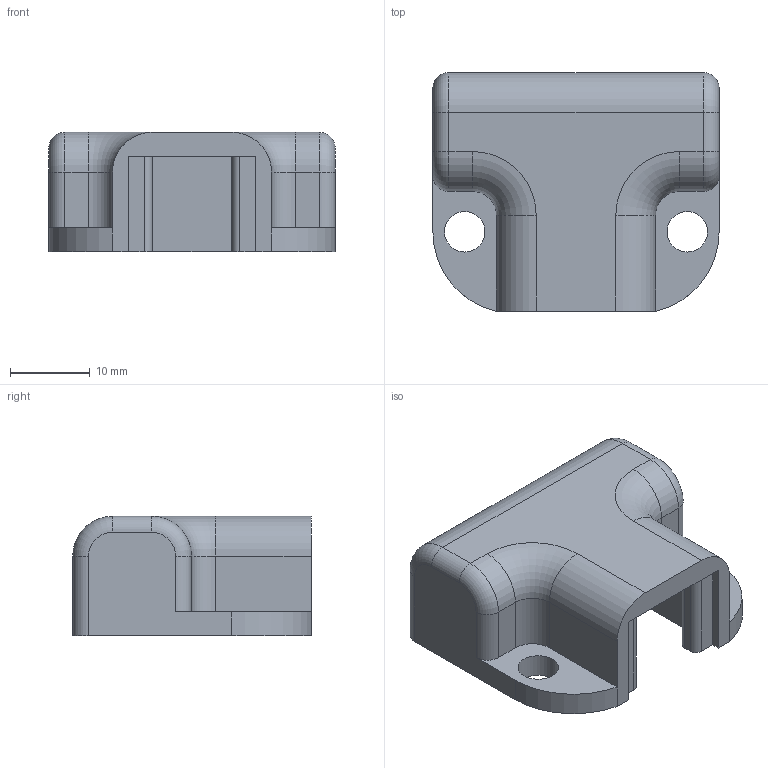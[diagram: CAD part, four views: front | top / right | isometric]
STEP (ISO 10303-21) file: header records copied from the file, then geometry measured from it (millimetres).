
FILE_DESCRIPTION(/* description */ (''),/* implementation_level */ '2;1');
FILE_NAME(/* name */ 'GM_WireClamp.step',/* time_stamp */ '2023-10-08T10:11:30-07:00',/* author */ (''),/* organization */ (''),/* preprocessor_version */ 'ST-DEVELOPER v20',/* originating_system */ 'Autodesk Translation Framework v12.14.0.127',/* authorisation */ '');
FILE_SCHEMA (('AUTOMOTIVE_DESIGN { 1 0 10303 214 3 1 1 }'));
Length unit declared in the file: millimetre
Products named in the file (1): GM_WireClamp
Bounding box: 36 x 30 x 15 mm (x, y, z)
Volume: 5202.7 mm3; surface area: 4881.2 mm2
Topology: 1 solids, 1 shells, 57 faces, 151 edges, 96 vertices
Faces by surface type: plane 28, cylinder 23, torus 6
Full cylindrical faces by diameter (mm): 5.1 x2
Entity records: 1806 total; most frequent: DIRECTION 319, CARTESIAN_POINT 305, ORIENTED_EDGE 302, EDGE_CURVE 151, AXIS2_PLACEMENT_3D 110, LINE 99, VECTOR 99, VERTEX_POINT 96
